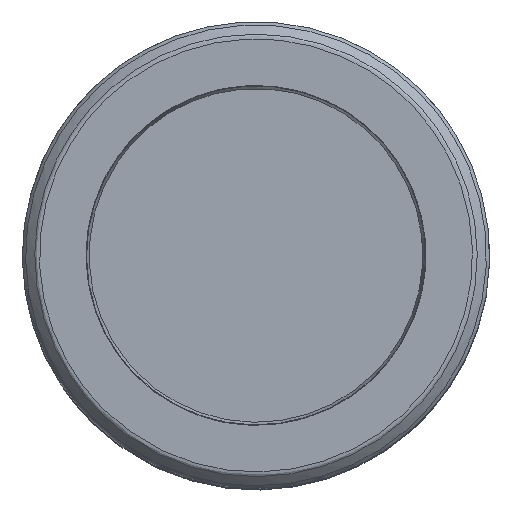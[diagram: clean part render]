
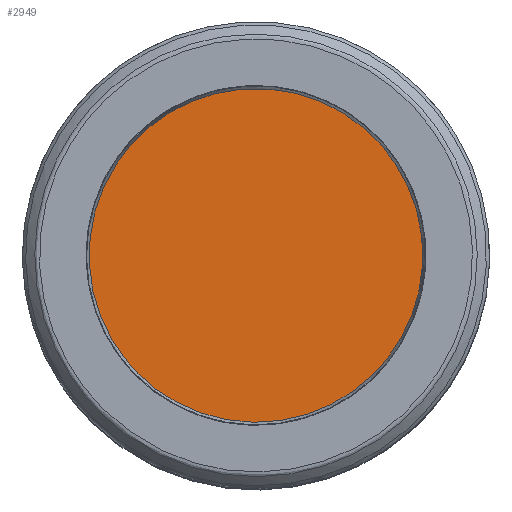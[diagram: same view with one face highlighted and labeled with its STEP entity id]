
A CAD part, top view. The second image highlights one B-rep face of the part: STEP entity #2949.
In plain terms, the highlighted free-form (B-spline) face has degree [1, 1] with [2, 2] control points.
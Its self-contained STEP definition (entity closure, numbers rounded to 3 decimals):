
#2874=CARTESIAN_POINT('',(16.122,0.,0.));
#2875=CARTESIAN_POINT('',(0.,-16.122,0.));
#2876=CARTESIAN_POINT('',(0.,16.122,0.));
#2877=CARTESIAN_POINT('',(-16.122,0.,0.));
#2878=B_SPLINE_SURFACE_WITH_KNOTS('',1,1,((#2874,#2875),(#2876,#2877)),.PLANE_SURF.,.F.,.F.,.U.,(2,2),(2,2),(-1.,2.),(-1.,2.),.UNSPECIFIED.);
#2879=CARTESIAN_POINT('',(-2.98,2.358,0.));
#2880=VERTEX_POINT('',#2879);
#2881=CARTESIAN_POINT('',(2.358,-2.98,0.));
#2882=VERTEX_POINT('',#2881);
#2883=CARTESIAN_POINT('',(-2.98,2.358,0.));
#2884=CARTESIAN_POINT('',(-5.079,-0.295,0.));
#2885=CARTESIAN_POINT('',(-2.687,-2.687,0.));
#2886=CARTESIAN_POINT('',(-0.295,-5.079,0.));
#2887=CARTESIAN_POINT('',(2.358,-2.98,0.));
#2888=(BOUNDED_CURVE()B_SPLINE_CURVE(2,(#2883,#2884,#2885,#2886,#2887),.CIRCULAR_ARC.,.F.,.U.)B_SPLINE_CURVE_WITH_KNOTS((3,2,3),(0.02,0.25,0.48),.UNSPECIFIED.)CURVE()GEOMETRIC_REPRESENTATION_ITEM()RATIONAL_B_SPLINE_CURVE((0.957,0.731,1.,0.731,0.957))REPRESENTATION_ITEM(''));
#2889=EDGE_CURVE('',#2880,#2882,#2888,.T.);
#2890=ORIENTED_EDGE('',*,*,#2889,.T.);
#2891=CARTESIAN_POINT('',(2.291,-2.913,0.));
#2892=VERTEX_POINT('',#2891);
#2893=CARTESIAN_POINT('',(2.291,-2.913,0.));
#2894=CARTESIAN_POINT('',(2.358,-2.98,0.));
#2895=B_SPLINE_CURVE_WITH_KNOTS('',1,(#2893,#2894),.POLYLINE_FORM.,.F.,.U.,(2,2),(0.,0.319),.UNSPECIFIED.);
#2896=EDGE_CURVE('',#2892,#2882,#2895,.T.);
#2897=ORIENTED_EDGE('',*,*,#2896,.F.);
#2898=CARTESIAN_POINT('',(2.913,-2.291,0.));
#2899=VERTEX_POINT('',#2898);
#2900=CARTESIAN_POINT('',(2.913,-2.291,0.));
#2901=CARTESIAN_POINT('',(2.602,-1.98,0.));
#2902=CARTESIAN_POINT('',(2.291,-2.291,0.));
#2903=CARTESIAN_POINT('',(1.98,-2.602,0.));
#2904=CARTESIAN_POINT('',(2.291,-2.913,0.));
#2905=(BOUNDED_CURVE()B_SPLINE_CURVE(2,(#2900,#2901,#2902,#2903,#2904),.CIRCULAR_ARC.,.F.,.U.)B_SPLINE_CURVE_WITH_KNOTS((3,2,3),(0.,0.5,1.),.UNSPECIFIED.)CURVE()GEOMETRIC_REPRESENTATION_ITEM()RATIONAL_B_SPLINE_CURVE((1.,0.707,1.,0.707,1.))REPRESENTATION_ITEM(''));
#2906=EDGE_CURVE('',#2899,#2892,#2905,.T.);
#2907=ORIENTED_EDGE('',*,*,#2906,.F.);
#2908=CARTESIAN_POINT('',(2.98,-2.358,0.));
#2909=VERTEX_POINT('',#2908);
#2910=CARTESIAN_POINT('',(2.98,-2.358,0.));
#2911=CARTESIAN_POINT('',(2.913,-2.291,0.));
#2912=B_SPLINE_CURVE_WITH_KNOTS('',1,(#2910,#2911),.POLYLINE_FORM.,.F.,.U.,(2,2),(0.681,1.),.UNSPECIFIED.);
#2913=EDGE_CURVE('',#2909,#2899,#2912,.T.);
#2914=ORIENTED_EDGE('',*,*,#2913,.F.);
#2915=CARTESIAN_POINT('',(-2.358,2.98,0.));
#2916=VERTEX_POINT('',#2915);
#2917=CARTESIAN_POINT('',(2.98,-2.358,0.));
#2918=CARTESIAN_POINT('',(5.079,0.295,0.));
#2919=CARTESIAN_POINT('',(2.687,2.687,0.));
#2920=CARTESIAN_POINT('',(0.295,5.079,0.));
#2921=CARTESIAN_POINT('',(-2.358,2.98,0.));
#2922=(BOUNDED_CURVE()B_SPLINE_CURVE(2,(#2917,#2918,#2919,#2920,#2921),.CIRCULAR_ARC.,.F.,.U.)B_SPLINE_CURVE_WITH_KNOTS((3,2,3),(0.52,0.75,0.98),.UNSPECIFIED.)CURVE()GEOMETRIC_REPRESENTATION_ITEM()RATIONAL_B_SPLINE_CURVE((0.957,0.731,1.,0.731,0.957))REPRESENTATION_ITEM(''));
#2923=EDGE_CURVE('',#2909,#2916,#2922,.T.);
#2924=ORIENTED_EDGE('',*,*,#2923,.T.);
#2925=CARTESIAN_POINT('',(-2.291,2.913,0.));
#2926=VERTEX_POINT('',#2925);
#2927=CARTESIAN_POINT('',(-2.291,2.913,0.));
#2928=CARTESIAN_POINT('',(-2.358,2.98,0.));
#2929=B_SPLINE_CURVE_WITH_KNOTS('',1,(#2927,#2928),.POLYLINE_FORM.,.F.,.U.,(2,2),(0.,0.319),.UNSPECIFIED.);
#2930=EDGE_CURVE('',#2926,#2916,#2929,.T.);
#2931=ORIENTED_EDGE('',*,*,#2930,.F.);
#2932=CARTESIAN_POINT('',(-2.913,2.291,0.));
#2933=VERTEX_POINT('',#2932);
#2934=CARTESIAN_POINT('',(-2.913,2.291,0.));
#2935=CARTESIAN_POINT('',(-2.602,1.98,0.));
#2936=CARTESIAN_POINT('',(-2.291,2.291,0.));
#2937=CARTESIAN_POINT('',(-1.98,2.602,0.));
#2938=CARTESIAN_POINT('',(-2.291,2.913,0.));
#2939=(BOUNDED_CURVE()B_SPLINE_CURVE(2,(#2934,#2935,#2936,#2937,#2938),.CIRCULAR_ARC.,.F.,.U.)B_SPLINE_CURVE_WITH_KNOTS((3,2,3),(0.,0.5,1.),.UNSPECIFIED.)CURVE()GEOMETRIC_REPRESENTATION_ITEM()RATIONAL_B_SPLINE_CURVE((1.,0.707,1.,0.707,1.))REPRESENTATION_ITEM(''));
#2940=EDGE_CURVE('',#2933,#2926,#2939,.T.);
#2941=ORIENTED_EDGE('',*,*,#2940,.F.);
#2942=CARTESIAN_POINT('',(-2.98,2.358,0.));
#2943=CARTESIAN_POINT('',(-2.913,2.291,0.));
#2944=B_SPLINE_CURVE_WITH_KNOTS('',1,(#2942,#2943),.POLYLINE_FORM.,.F.,.U.,(2,2),(0.681,1.),.UNSPECIFIED.);
#2945=EDGE_CURVE('',#2880,#2933,#2944,.T.);
#2946=ORIENTED_EDGE('',*,*,#2945,.F.);
#2947=EDGE_LOOP('',(#2890,#2897,#2907,#2914,#2924,#2931,#2941,#2946));
#2948=FACE_OUTER_BOUND('',#2947,.T.);
#2949=ADVANCED_FACE('',(#2948),#2878,.T.);
